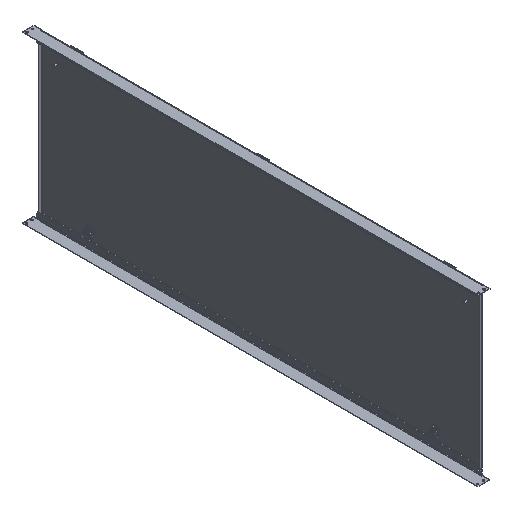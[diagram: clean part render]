
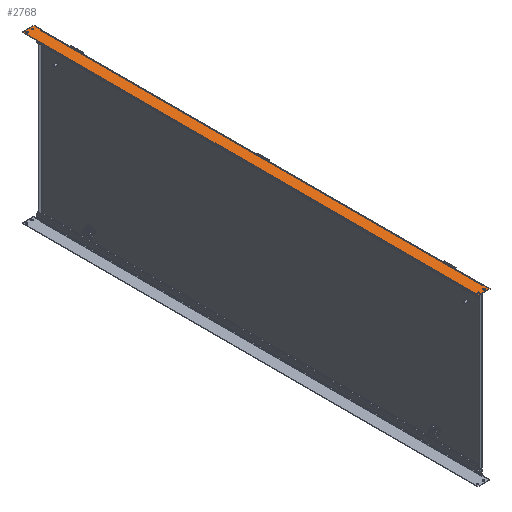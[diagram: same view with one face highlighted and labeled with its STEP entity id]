
A CAD part, isometric view. The second image highlights one B-rep face of the part: STEP entity #2768.
In plain terms, the highlighted planar face has unit normal (0, 0, 1).
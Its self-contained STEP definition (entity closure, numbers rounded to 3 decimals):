
#874=FACE_BOUND('',#5458,.T.);
#875=FACE_BOUND('',#5459,.T.);
#876=FACE_BOUND('',#5460,.T.);
#877=FACE_BOUND('',#5461,.T.);
#878=FACE_BOUND('',#5462,.T.);
#2768=ADVANCED_FACE('F23',(#874,#875,#876,#877,#878),#3626,.T.);
#3626=PLANE('',#19060);
#5458=EDGE_LOOP('',(#8987,#8988,#8989,#8990,#8991,#8992,#8993,#8994));
#5459=EDGE_LOOP('',(#8995));
#5460=EDGE_LOOP('',(#8996));
#5461=EDGE_LOOP('',(#8997));
#5462=EDGE_LOOP('',(#8998));
#6284=CIRCLE('',#19046,3.5);
#6286=CIRCLE('',#19049,3.5);
#6288=CIRCLE('',#19052,3.5);
#6290=CIRCLE('',#19055,3.5);
#8987=ORIENTED_EDGE('',*,*,#14491,.T.);
#8988=ORIENTED_EDGE('',*,*,#14492,.T.);
#8989=ORIENTED_EDGE('',*,*,#14493,.T.);
#8990=ORIENTED_EDGE('',*,*,#14494,.T.);
#8991=ORIENTED_EDGE('',*,*,#14495,.T.);
#8992=ORIENTED_EDGE('',*,*,#14496,.T.);
#8993=ORIENTED_EDGE('',*,*,#14490,.F.);
#8994=ORIENTED_EDGE('',*,*,#14497,.T.);
#8995=ORIENTED_EDGE('',*,*,#14485,.F.);
#8996=ORIENTED_EDGE('',*,*,#14482,.F.);
#8997=ORIENTED_EDGE('',*,*,#14479,.F.);
#8998=ORIENTED_EDGE('',*,*,#14476,.F.);
#12388=VERTEX_POINT('',#27297);
#12390=VERTEX_POINT('',#27303);
#12392=VERTEX_POINT('',#27309);
#12394=VERTEX_POINT('',#27315);
#12396=VERTEX_POINT('',#27321);
#12398=VERTEX_POINT('',#27324);
#12399=VERTEX_POINT('',#27328);
#12400=VERTEX_POINT('',#27329);
#12401=VERTEX_POINT('',#27331);
#12402=VERTEX_POINT('',#27333);
#12403=VERTEX_POINT('',#27335);
#12404=VERTEX_POINT('',#27337);
#14476=EDGE_CURVE('E64',#12388,#12388,#6284,.T.);
#14479=EDGE_CURVE('E61',#12390,#12390,#6286,.T.);
#14482=EDGE_CURVE('E58',#12392,#12392,#6288,.T.);
#14485=EDGE_CURVE('E55',#12394,#12394,#6290,.T.);
#14490=EDGE_CURVE('E68',#12398,#12396,#16549,.T.);
#14491=EDGE_CURVE('E69',#12399,#12400,#16550,.T.);
#14492=EDGE_CURVE('E70',#12400,#12401,#16551,.T.);
#14493=EDGE_CURVE('E71',#12401,#12402,#16552,.T.);
#14494=EDGE_CURVE('E72',#12402,#12403,#16553,.T.);
#14495=EDGE_CURVE('E73',#12403,#12404,#16554,.T.);
#14496=EDGE_CURVE('E74',#12404,#12396,#16555,.T.);
#14497=EDGE_CURVE('E75',#12398,#12399,#16556,.T.);
#16549=LINE('',#27325,#17756);
#16550=LINE('',#27327,#17757);
#16551=LINE('',#27330,#17758);
#16552=LINE('',#27332,#17759);
#16553=LINE('',#27334,#17760);
#16554=LINE('',#27336,#17761);
#16555=LINE('',#27338,#17762);
#16556=LINE('',#27339,#17763);
#17756=VECTOR('',#22086,1.);
#17757=VECTOR('',#22089,1.);
#17758=VECTOR('',#22090,1.);
#17759=VECTOR('',#22091,1.);
#17760=VECTOR('',#22092,1.);
#17761=VECTOR('',#22093,1.);
#17762=VECTOR('',#22094,1.);
#17763=VECTOR('',#22095,1.);
#19046=AXIS2_PLACEMENT_3D('',#27296,#22055,#22056);
#19049=AXIS2_PLACEMENT_3D('',#27302,#22062,#22063);
#19052=AXIS2_PLACEMENT_3D('',#27308,#22069,#22070);
#19055=AXIS2_PLACEMENT_3D('',#27314,#22076,#22077);
#19060=AXIS2_PLACEMENT_3D('',#27340,#22096,#22097);
#22055=DIRECTION('',(0.,0.,1.));
#22056=DIRECTION('',(1.,0.,0.));
#22062=DIRECTION('',(0.,0.,1.));
#22063=DIRECTION('',(1.,0.,0.));
#22069=DIRECTION('',(0.,0.,1.));
#22070=DIRECTION('',(1.,0.,0.));
#22076=DIRECTION('',(0.,0.,1.));
#22077=DIRECTION('',(1.,0.,0.));
#22086=DIRECTION('',(-1.,0.,0.));
#22089=DIRECTION('',(-1.,0.,0.));
#22090=DIRECTION('',(0.,-1.,0.));
#22091=DIRECTION('',(1.,0.,0.));
#22092=DIRECTION('',(0.,1.,0.));
#22093=DIRECTION('',(-1.,0.,0.));
#22094=DIRECTION('',(0.,1.,0.));
#22095=DIRECTION('',(0.,1.,0.));
#22096=DIRECTION('',(0.,0.,1.));
#22097=DIRECTION('',(1.,0.,0.));
#27296=CARTESIAN_POINT('',(383.026,-2998.41,735.114));
#27297=CARTESIAN_POINT('',(386.526,-2998.41,735.114));
#27302=CARTESIAN_POINT('',(408.026,-1064.41,735.114));
#27303=CARTESIAN_POINT('',(411.526,-1064.41,735.114));
#27308=CARTESIAN_POINT('',(383.026,-1064.41,735.114));
#27309=CARTESIAN_POINT('',(386.526,-1064.41,735.114));
#27314=CARTESIAN_POINT('',(408.026,-2998.41,735.114));
#27315=CARTESIAN_POINT('',(411.526,-2998.41,735.114));
#27321=CARTESIAN_POINT('',(420.926,-1086.41,735.114));
#27324=CARTESIAN_POINT('',(423.526,-1086.41,735.114));
#27325=CARTESIAN_POINT('',(422.226,-1086.41,735.114));
#27327=CARTESIAN_POINT('',(399.026,-1054.41,735.114));
#27328=CARTESIAN_POINT('',(423.526,-1054.41,735.114));
#27329=CARTESIAN_POINT('',(374.526,-1054.41,735.114));
#27330=CARTESIAN_POINT('',(374.526,-2031.41,735.114));
#27331=CARTESIAN_POINT('',(374.526,-3008.41,735.114));
#27332=CARTESIAN_POINT('',(399.026,-3008.41,735.114));
#27333=CARTESIAN_POINT('',(423.526,-3008.41,735.114));
#27334=CARTESIAN_POINT('',(423.526,-2992.41,735.114));
#27335=CARTESIAN_POINT('',(423.526,-2976.41,735.114));
#27336=CARTESIAN_POINT('',(422.226,-2976.41,735.114));
#27337=CARTESIAN_POINT('',(420.926,-2976.41,735.114));
#27338=CARTESIAN_POINT('',(420.926,-2031.41,735.114));
#27339=CARTESIAN_POINT('',(423.526,-1070.41,735.114));
#27340=CARTESIAN_POINT('',(425.976,-956.71,735.114));
